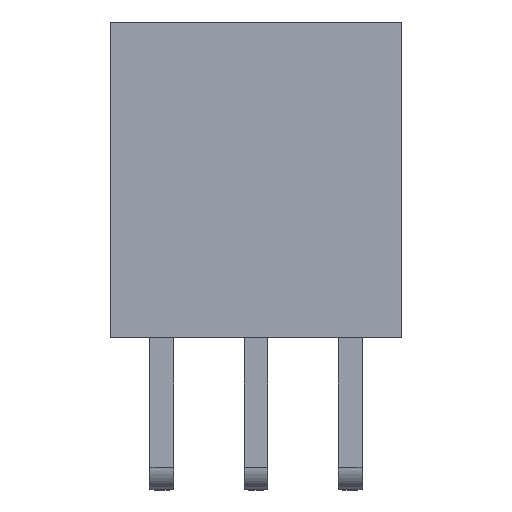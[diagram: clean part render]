
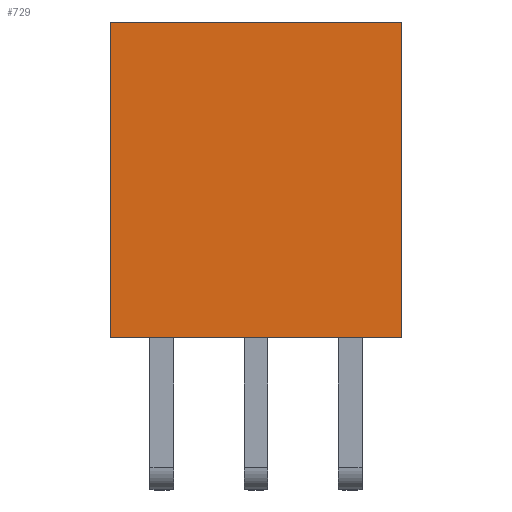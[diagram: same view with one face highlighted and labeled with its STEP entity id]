
A CAD part, top view. The second image highlights one B-rep face of the part: STEP entity #729.
In plain terms, the highlighted planar face has unit normal (0, 0, 1).
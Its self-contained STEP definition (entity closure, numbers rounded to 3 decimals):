
#729=ADVANCED_FACE('',(#1477),#1478,.T.);
#1477=FACE_OUTER_BOUND('',#2221,.T.);
#1478=PLANE('',#2222);
#2221=EDGE_LOOP('',(#4570,#4571,#4572,#4573));
#2222=AXIS2_PLACEMENT_3D('',#4574,#4575,#4576);
#4570=ORIENTED_EDGE('',*,*,#5589,.T.);
#4571=ORIENTED_EDGE('',*,*,#5590,.F.);
#4572=ORIENTED_EDGE('',*,*,#5591,.F.);
#4573=ORIENTED_EDGE('',*,*,#5586,.T.);
#4574=CARTESIAN_POINT('',(3.935,4.25,2.5));
#4575=DIRECTION('',(0.,-0.0,1.0));
#4576=DIRECTION('',(0.0,1.0,0.0));
#5586=EDGE_CURVE('',#7025,#7023,#7026,.T.);
#5589=EDGE_CURVE('',#7023,#7029,#7030,.T.);
#5590=EDGE_CURVE('',#7031,#7029,#7032,.T.);
#5591=EDGE_CURVE('',#7025,#7031,#7033,.T.);
#7023=VERTEX_POINT('',#9097);
#7025=VERTEX_POINT('',#9100);
#7026=LINE('',#9101,#9102);
#7029=VERTEX_POINT('',#9106);
#7030=LINE('',#9107,#9108);
#7031=VERTEX_POINT('',#9109);
#7032=LINE('',#9110,#9111);
#7033=LINE('',#9112,#9113);
#9097=CARTESIAN_POINT('',(-3.935,8.5,2.5));
#9100=CARTESIAN_POINT('',(3.935,8.5,2.5));
#9101=CARTESIAN_POINT('',(3.935,8.5,2.5));
#9102=VECTOR('',#10006,1.0);
#9106=CARTESIAN_POINT('',(-3.935,0.0,2.5));
#9107=CARTESIAN_POINT('',(-3.935,8.5,2.5));
#9108=VECTOR('',#10008,1.0);
#9109=CARTESIAN_POINT('',(3.935,0.0,2.5));
#9110=CARTESIAN_POINT('',(3.935,0.0,2.5));
#9111=VECTOR('',#10009,1.0);
#9112=CARTESIAN_POINT('',(3.935,8.5,2.5));
#9113=VECTOR('',#10010,1.0);
#10006=DIRECTION('',(-1.0,0.0,0.));
#10008=DIRECTION('',(0.0,-1.0,0.0));
#10009=DIRECTION('',(-1.0,0.0,0.));
#10010=DIRECTION('',(0.0,-1.0,0.0));
